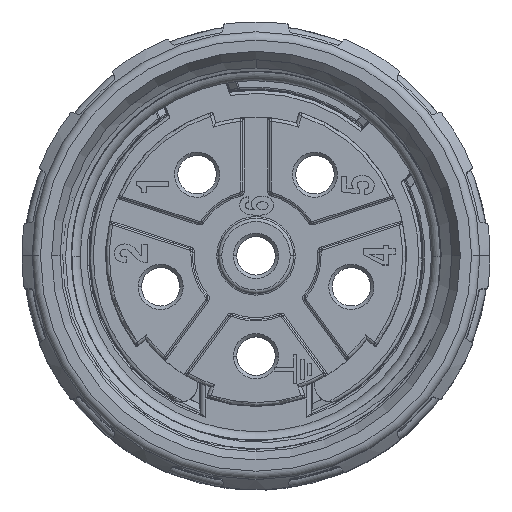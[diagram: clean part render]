
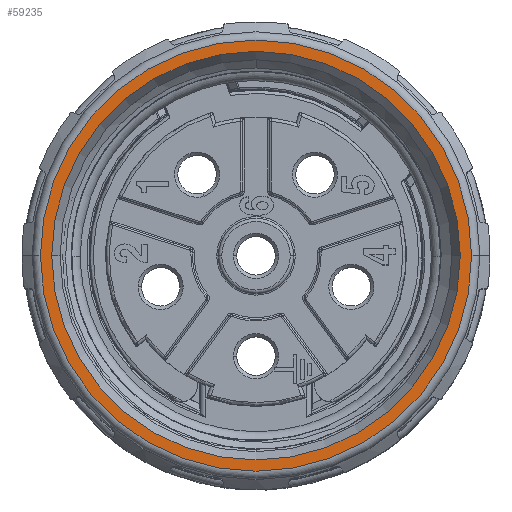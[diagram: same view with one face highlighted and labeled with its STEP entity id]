
A CAD part, top view. The second image highlights one B-rep face of the part: STEP entity #59235.
In plain terms, the highlighted planar face has unit normal (0, 0, 1).
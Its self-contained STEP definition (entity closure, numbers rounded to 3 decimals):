
#3732=CARTESIAN_POINT('',(0.,0.,57.2));
#3733=DIRECTION('',(0.,0.,1.));
#3734=DIRECTION('',(-1.,0.,0.));
#3735=AXIS2_PLACEMENT_3D('',#3732,#3733,#3734);
#3737=CARTESIAN_POINT('',(0.,0.,57.2));
#3738=DIRECTION('',(0.,0.,1.));
#3739=DIRECTION('',(1.,0.,0.));
#3740=AXIS2_PLACEMENT_3D('',#3737,#3738,#3739);
#3742=CARTESIAN_POINT('',(0.,0.,57.2));
#3743=DIRECTION('',(0.,0.,1.));
#3744=DIRECTION('',(1.,0.,0.));
#3745=AXIS2_PLACEMENT_3D('',#3742,#3743,#3744);
#3747=CARTESIAN_POINT('',(0.,0.,57.2));
#3748=DIRECTION('',(0.,0.,1.));
#3749=DIRECTION('',(-1.,0.,0.));
#3750=AXIS2_PLACEMENT_3D('',#3747,#3748,#3749);
#49760=CARTESIAN_POINT('',(12.225,0.,57.2));
#49761=CARTESIAN_POINT('',(-12.225,0.,57.2));
#49762=VERTEX_POINT('',#49760);
#49763=VERTEX_POINT('',#49761);
#50196=CARTESIAN_POINT('',(-12.9,0.,57.2));
#50197=CARTESIAN_POINT('',(12.9,0.,57.2));
#50198=VERTEX_POINT('',#50196);
#50199=VERTEX_POINT('',#50197);
#59220=CARTESIAN_POINT('',(0.,0.,57.2));
#59221=DIRECTION('',(0.,0.,-1.));
#59222=DIRECTION('',(1.,0.,0.));
#59223=AXIS2_PLACEMENT_3D('',#59220,#59221,#59222);
#59224=PLANE('',#59223);
#59226=ORIENTED_EDGE('',*,*,#59225,.F.);
#59228=ORIENTED_EDGE('',*,*,#59227,.F.);
#59229=EDGE_LOOP('',(#59226,#59228));
#59230=FACE_OUTER_BOUND('',#59229,.F.);
#59231=ORIENTED_EDGE('',*,*,#59214,.T.);
#59232=ORIENTED_EDGE('',*,*,#59200,.T.);
#59233=EDGE_LOOP('',(#59231,#59232));
#59234=FACE_BOUND('',#59233,.F.);
#3736=CIRCLE('',#3735,12.9);
#3741=CIRCLE('',#3740,12.9);
#3746=CIRCLE('',#3745,12.225);
#3751=CIRCLE('',#3750,12.225);
#59200=EDGE_CURVE('',#49763,#49762,#3751,.T.);
#59214=EDGE_CURVE('',#49762,#49763,#3746,.T.);
#59225=EDGE_CURVE('',#50198,#50199,#3736,.T.);
#59227=EDGE_CURVE('',#50199,#50198,#3741,.T.);
#59235=ADVANCED_FACE('',(#59230,#59234),#59224,.F.);
